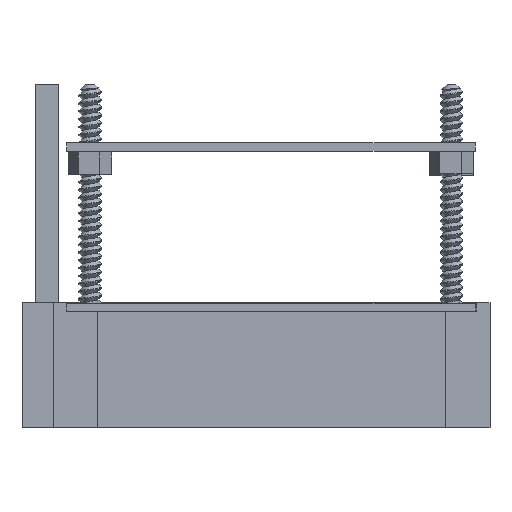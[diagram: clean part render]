
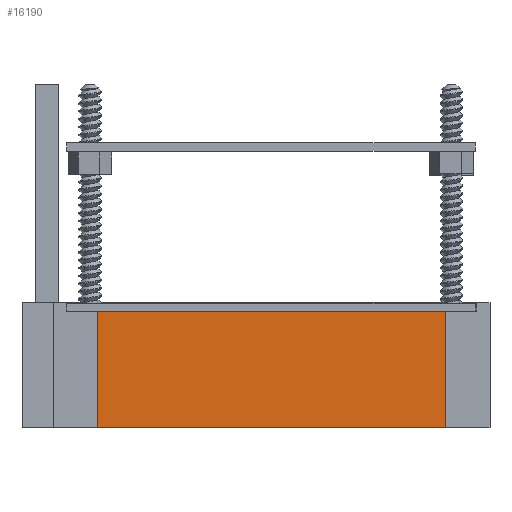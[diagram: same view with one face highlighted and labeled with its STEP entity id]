
A CAD part, front view. The second image highlights one B-rep face of the part: STEP entity #16190.
In plain terms, the highlighted planar face has unit normal (0, -1, 0).
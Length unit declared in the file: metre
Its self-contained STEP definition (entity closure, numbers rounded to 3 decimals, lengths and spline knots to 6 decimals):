
#5698=ORIENTED_EDGE('',*,*,#7920,.T.);
#5699=ORIENTED_EDGE('',*,*,#7921,.T.);
#5700=ORIENTED_EDGE('',*,*,#7908,.T.);
#5701=ORIENTED_EDGE('',*,*,#7922,.F.);
#5702=ORIENTED_EDGE('',*,*,#7923,.T.);
#5703=ORIENTED_EDGE('',*,*,#7924,.T.);
#5704=ORIENTED_EDGE('',*,*,#7904,.T.);
#5705=ORIENTED_EDGE('',*,*,#7878,.F.);
#5706=ORIENTED_EDGE('',*,*,#7925,.F.);
#5707=ORIENTED_EDGE('',*,*,#7891,.T.);
#5708=ORIENTED_EDGE('',*,*,#7912,.T.);
#5709=ORIENTED_EDGE('',*,*,#7926,.F.);
#7878=EDGE_CURVE('',#9505,#9506,#10588,.T.);
#7891=EDGE_CURVE('',#9517,#9516,#10601,.T.);
#7904=EDGE_CURVE('',#9528,#9506,#10614,.T.);
#7908=EDGE_CURVE('',#9532,#9531,#10618,.T.);
#7912=EDGE_CURVE('',#9516,#9535,#10622,.T.);
#7920=EDGE_CURVE('',#9540,#9541,#10630,.T.);
#7921=EDGE_CURVE('',#9541,#9532,#10631,.T.);
#7922=EDGE_CURVE('',#9542,#9531,#10632,.T.);
#7923=EDGE_CURVE('',#9542,#9543,#10633,.T.);
#7924=EDGE_CURVE('',#9543,#9528,#10634,.T.);
#7925=EDGE_CURVE('',#9517,#9505,#10635,.T.);
#7926=EDGE_CURVE('',#9540,#9535,#10636,.T.);
#9505=VERTEX_POINT('',#37015);
#9506=VERTEX_POINT('',#37017);
#9516=VERTEX_POINT('',#37040);
#9517=VERTEX_POINT('',#37042);
#9528=VERTEX_POINT('',#37067);
#9531=VERTEX_POINT('',#37073);
#9532=VERTEX_POINT('',#37075);
#9535=VERTEX_POINT('',#37081);
#9540=VERTEX_POINT('',#37098);
#9541=VERTEX_POINT('',#37099);
#9542=VERTEX_POINT('',#37102);
#9543=VERTEX_POINT('',#37104);
#10588=LINE('',#37016,#11703);
#10601=LINE('',#37041,#11716);
#10614=LINE('',#37066,#11729);
#10618=LINE('',#37074,#11733);
#10622=LINE('',#37082,#11737);
#10630=LINE('',#37097,#11745);
#10631=LINE('',#37100,#11746);
#10632=LINE('',#37101,#11747);
#10633=LINE('',#37103,#11748);
#10634=LINE('',#37105,#11749);
#10635=LINE('',#37106,#11750);
#10636=LINE('',#37107,#11751);
#11703=VECTOR('',#22677,1.);
#11716=VECTOR('',#22692,1.);
#11729=VECTOR('',#22707,1.);
#11733=VECTOR('',#22711,1.);
#11737=VECTOR('',#22715,1.);
#11745=VECTOR('',#22729,1.);
#11746=VECTOR('',#22730,1.);
#11747=VECTOR('',#22731,1.);
#11748=VECTOR('',#22732,1.);
#11749=VECTOR('',#22733,1.);
#11750=VECTOR('',#22734,1.);
#11751=VECTOR('',#22735,1.);
#13400=EDGE_LOOP('',(#5698,#5699,#5700,#5701,#5702,#5703,#5704,#5705,#5706,
#5707,#5708,#5709));
#15036=FACE_BOUND('',#13400,.T.);
#15359=PLANE('',#18055);
#16190=ADVANCED_FACE('',(#15036),#15359,.F.);
#18055=AXIS2_PLACEMENT_3D('',#37096,#22727,#22728);
#22677=DIRECTION('',(0.,0.,1.));
#22692=DIRECTION('',(0.,0.,1.));
#22707=DIRECTION('',(-1.,0.,0.));
#22711=DIRECTION('',(-1.,0.,0.));
#22715=DIRECTION('',(-1.,0.,0.));
#22727=DIRECTION('',(0.,1.,0.));
#22728=DIRECTION('',(0.,0.,1.));
#22729=DIRECTION('',(-1.,0.,0.));
#22730=DIRECTION('',(0.,0.,1.));
#22731=DIRECTION('',(0.,0.,1.));
#22732=DIRECTION('',(-1.,0.,0.));
#22733=DIRECTION('',(0.,0.,1.));
#22734=DIRECTION('',(-1.,0.,0.));
#22735=DIRECTION('',(0.,0.,1.));
#37015=CARTESIAN_POINT('',(-0.13085,0.05085,-0.075));
#37016=CARTESIAN_POINT('',(-0.13085,0.05085,-0.075));
#37017=CARTESIAN_POINT('',(-0.13085,0.05085,0.005));
#37040=CARTESIAN_POINT('',(0.13085,0.05085,0.005));
#37041=CARTESIAN_POINT('',(0.13085,0.05085,-0.075));
#37042=CARTESIAN_POINT('',(0.13085,0.05085,-0.075));
#37066=CARTESIAN_POINT('',(0.,0.05085,0.005));
#37067=CARTESIAN_POINT('',(-0.060334,0.05085,0.005));
#37073=CARTESIAN_POINT('',(-0.045334,0.05085,0.005));
#37074=CARTESIAN_POINT('',(0.,0.05085,0.005));
#37075=CARTESIAN_POINT('',(0.045334,0.05085,0.005));
#37081=CARTESIAN_POINT('',(0.060334,0.05085,0.005));
#37082=CARTESIAN_POINT('',(0.,0.05085,0.005));
#37096=CARTESIAN_POINT('',(0.,0.05085,-0.075));
#37097=CARTESIAN_POINT('',(0.,0.05085,-0.0005));
#37098=CARTESIAN_POINT('',(0.060334,0.05085,-0.0005));
#37099=CARTESIAN_POINT('',(0.045334,0.05085,-0.0005));
#37100=CARTESIAN_POINT('',(0.045334,0.05085,-0.0005));
#37101=CARTESIAN_POINT('',(-0.045334,0.05085,-0.0005));
#37102=CARTESIAN_POINT('',(-0.045334,0.05085,-0.0005));
#37103=CARTESIAN_POINT('',(0.,0.05085,-0.0005));
#37104=CARTESIAN_POINT('',(-0.060334,0.05085,-0.0005));
#37105=CARTESIAN_POINT('',(-0.060334,0.05085,-0.0005));
#37106=CARTESIAN_POINT('',(0.,0.05085,-0.075));
#37107=CARTESIAN_POINT('',(0.060334,0.05085,-0.0005));
